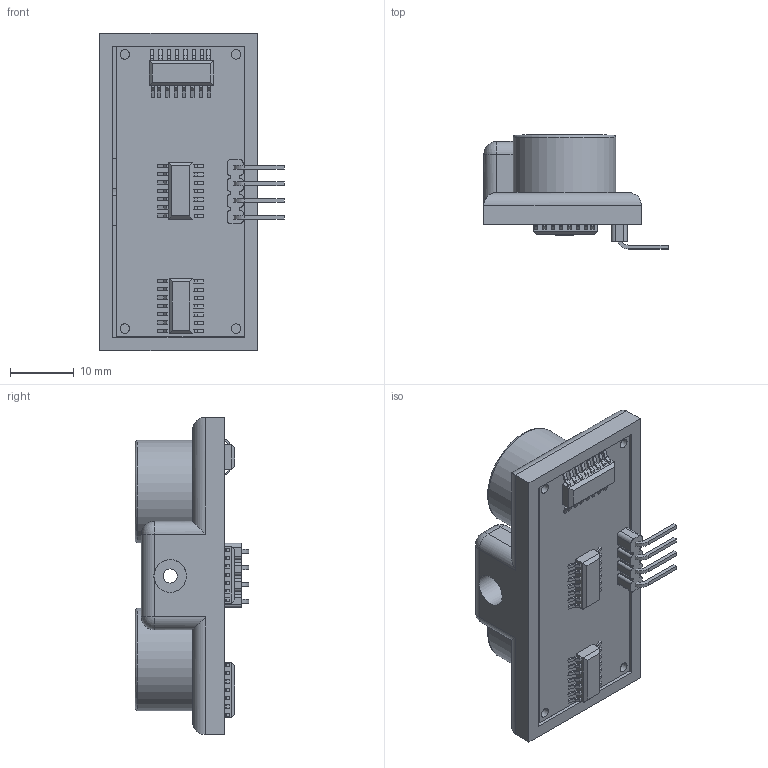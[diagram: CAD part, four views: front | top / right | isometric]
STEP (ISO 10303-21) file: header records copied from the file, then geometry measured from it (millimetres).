
FILE_DESCRIPTION(/* description */ (''),/* implementation_level */ '2;1');
FILE_NAME(/* name */ 'hc-sr04_servo_mount.stp',/* time_stamp */ '2018-08-20T00:36:28+02:00',/* author */ ('ndz'),/* organization */ (''),/* preprocessor_version */ 'ST-DEVELOPER v17',/* originating_system */ 'Autodesk Inventor 2019',/* authorisation */ '');
FILE_SCHEMA (('AUTOMOTIVE_DESIGN { 1 0 10303 214 3 1 1 }'));
Length unit declared in the file: millimetre
Products named in the file (3): hc-sr04_servo_mount; Part111; HC-SR04-UltrasonicSensor v7
Assembly tree (2 placements, depth 2):
  hc-sr04_servo_mount
    Part111
    HC-SR04-UltrasonicSensor v7
Bounding box: 28.8 x 17.79 x 49.6 mm (x, y, z)
Volume: 8281.1 mm3; surface area: 11319.9 mm2
Topology: 58 solids, 58 shells, 1866 faces, 5473 edges, 3651 vertices
Faces by surface type: plane 1760, cylinder 78, torus 10, cone 10, sphere 6, bspline 2
Full cylindrical faces by diameter (mm): 1.5 x12, 2.2 x1, 5.1 x1, 13 x2, 16 x4, 16.9 x2
Entity records: 62297 total; most frequent: CARTESIAN_POINT 11164, ORIENTED_EDGE 10898, DIRECTION 9547, EDGE_CURVE 5449, LINE 5069, VECTOR 5069, VERTEX_POINT 3610, EDGE_LOOP 2395
